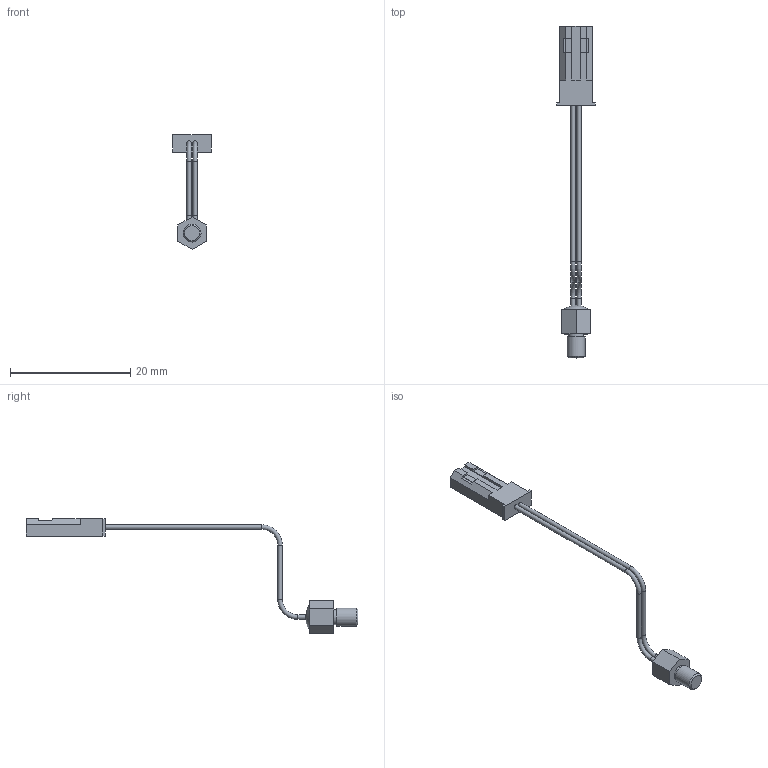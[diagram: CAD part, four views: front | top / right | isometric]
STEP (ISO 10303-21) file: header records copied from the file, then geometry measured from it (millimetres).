
FILE_DESCRIPTION(('FreeCAD Model'),'2;1');
FILE_NAME('hotend-thermistor.step','2014-12-08T18:58:25',('FreeCAD'),('FreeCAD'), 'Open CASCADE STEP processor 6.7','FreeCAD','Unknown');
FILE_SCHEMA(('AUTOMOTIVE_DESIGN_CC2 { 1 2 10303 214 -1 1 5 4 }'));
Length unit declared in the file: millimetre
Products named in the file (1): hotend-thermistor-final
Bounding box: 6.4 x 55.29 x 19.1 mm (x, y, z)
Volume: 336.1 mm3; surface area: 632.6 mm2
Topology: 4 solids, 4 shells, 76 faces, 175 edges, 111 vertices
Faces by surface type: plane 62, cylinder 8, torus 4, cone 1, sphere 1
Full cylindrical faces by diameter (mm): 0.75 x6, 2.5 x1, 3 x1
Entity records: 4888 total; most frequent: CARTESIAN_POINT 799, DIRECTION 650, LINE 449, VECTOR 449, ORIENTED_EDGE 348, PCURVE 348, DEFINITIONAL_REPRESENTATION 348, EDGE_CURVE 174
